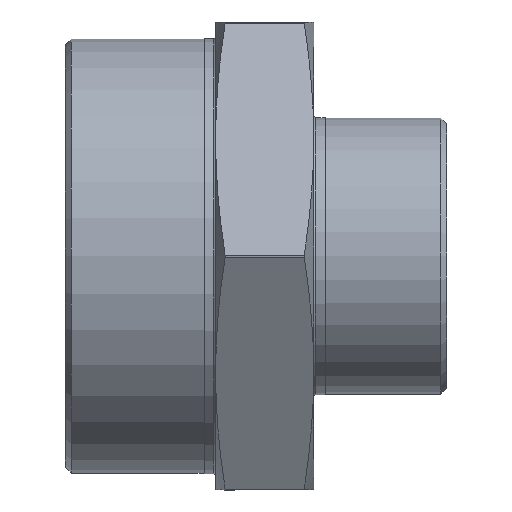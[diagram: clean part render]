
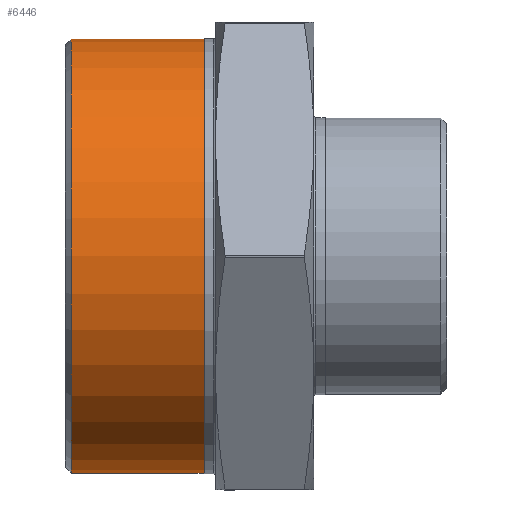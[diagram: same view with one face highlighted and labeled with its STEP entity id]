
A CAD part, front view. The second image highlights one B-rep face of the part: STEP entity #6446.
In plain terms, the highlighted cylindrical face has radius 37.592 mm (diameter 75.184 mm), a full revolution.
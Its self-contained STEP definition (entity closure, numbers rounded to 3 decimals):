
#285 = EDGE_CURVE ( 'NONE', #8095, #8095, #1594, .T. ) ;
#290 = EDGE_CURVE ( 'NONE', #8085, #8085, #1592, .T. ) ;
#1590 = AXIS2_PLACEMENT_3D ( 'NONE', #8889, #8891, #8881 ) ;
#1592 = CIRCLE ( 'NONE', #1604, 37.592 ) ;
#1594 = CIRCLE ( 'NONE', #1590, 37.592 ) ;
#1604 = AXIS2_PLACEMENT_3D ( 'NONE', #8903, #8904, #8898 ) ;
#5788 = EDGE_LOOP ( 'NONE', ( #7557 ) ) ;
#5894 = EDGE_LOOP ( 'NONE', ( #7517 ) ) ;
#6446 = ADVANCED_FACE ( 'NONE', ( #9523, #9496 ), #9525, .T. ) ;
#7517 = ORIENTED_EDGE ( 'NONE', *, *, #285, .T. ) ;
#7557 = ORIENTED_EDGE ( 'NONE', *, *, #290, .F. ) ;
#8085 = VERTEX_POINT ( 'NONE', #8097 ) ;
#8095 = VERTEX_POINT ( 'NONE', #8105 ) ;
#8097 = CARTESIAN_POINT ( 'NONE',  ( -33.5, 0., 37.592 ) ) ;
#8105 = CARTESIAN_POINT ( 'NONE',  ( -10.5, 0., 37.592 ) ) ;
#8881 = DIRECTION ( 'NONE',  ( 0., 0., 1. ) ) ;
#8889 = CARTESIAN_POINT ( 'NONE',  ( -10.5, 0., 0. ) ) ;
#8891 = DIRECTION ( 'NONE',  ( -1., 0., 0. ) ) ;
#8898 = DIRECTION ( 'NONE',  ( 0., 0., 1. ) ) ;
#8903 = CARTESIAN_POINT ( 'NONE',  ( -33.5, 0., 0. ) ) ;
#8904 = DIRECTION ( 'NONE',  ( -1., 0., 0. ) ) ;
#9493 = DIRECTION ( 'NONE',  ( -1., 0., 0. ) ) ;
#9496 = FACE_OUTER_BOUND ( 'NONE', #5788, .T. ) ;
#9516 = DIRECTION ( 'NONE',  ( 0., 0., 1. ) ) ;
#9523 = FACE_OUTER_BOUND ( 'NONE', #5894, .T. ) ;
#9525 = CYLINDRICAL_SURFACE ( 'NONE', #11463, 37.592 ) ;
#9529 = CARTESIAN_POINT ( 'NONE',  ( 0., 0., 0. ) ) ;
#11463 = AXIS2_PLACEMENT_3D ( 'NONE', #9529, #9493, #9516 ) ;
